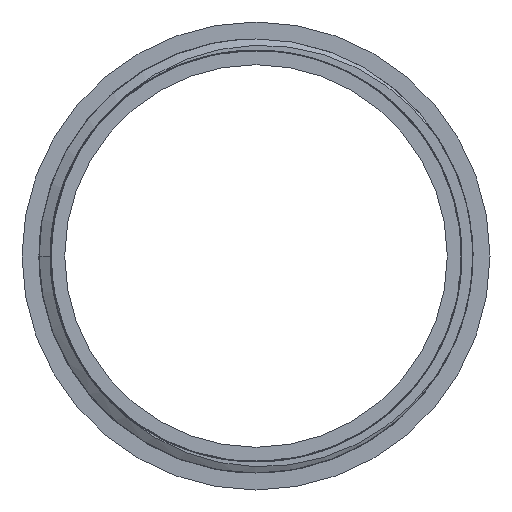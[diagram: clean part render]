
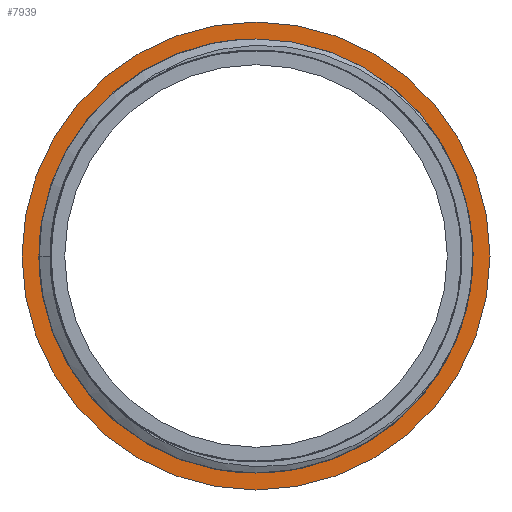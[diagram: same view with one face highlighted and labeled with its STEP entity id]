
A CAD part, left-side view. The second image highlights one B-rep face of the part: STEP entity #7939.
In plain terms, the highlighted planar face has unit normal (-1, 0, 0).
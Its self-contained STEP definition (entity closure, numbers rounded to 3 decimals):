
#399 = DIRECTION ( 'NONE',  ( 1., 0., 0. ) ) ;
#502 = AXIS2_PLACEMENT_3D ( 'NONE', #8684, #399, #5296 ) ;
#1006 = CIRCLE ( 'NONE', #8423, 16. ) ;
#1079 = CIRCLE ( 'NONE', #1281, 16. ) ;
#1281 = AXIS2_PLACEMENT_3D ( 'NONE', #3729, #8572, #4449 ) ;
#1563 = AXIS2_PLACEMENT_3D ( 'NONE', #1857, #6817, #2549 ) ;
#1857 = CARTESIAN_POINT ( 'NONE',  ( 2996.5, 0., 0. ) ) ;
#1903 = VERTEX_POINT ( 'NONE', #2034 ) ;
#2034 = CARTESIAN_POINT ( 'NONE',  ( 2996.5, 0., 16. ) ) ;
#2293 = DIRECTION ( 'NONE',  ( 1., 0., 0. ) ) ;
#2438 = CIRCLE ( 'NONE', #3788, 17.25 ) ;
#2479 = ORIENTED_EDGE ( 'NONE', *, *, #3106, .T. ) ;
#2549 = DIRECTION ( 'NONE',  ( 0., 0., 1. ) ) ;
#2652 = CIRCLE ( 'NONE', #1563, 17.25 ) ;
#2680 = CARTESIAN_POINT ( 'NONE',  ( 2996.5, 0., -16. ) ) ;
#2732 = VERTEX_POINT ( 'NONE', #2680 ) ;
#2899 = DIRECTION ( 'NONE',  ( -1., 0., 0. ) ) ;
#3106 = EDGE_CURVE ( 'NONE', #1903, #2732, #1006, .T. ) ;
#3109 = EDGE_CURVE ( 'NONE', #2732, #1903, #1079, .T. ) ;
#3534 = FACE_OUTER_BOUND ( 'NONE', #4922, .T. ) ;
#3729 = CARTESIAN_POINT ( 'NONE',  ( 2996.5, 0., 0. ) ) ;
#3788 = AXIS2_PLACEMENT_3D ( 'NONE', #7149, #2899, #7820 ) ;
#3806 = ORIENTED_EDGE ( 'NONE', *, *, #3109, .T. ) ;
#3859 = PLANE ( 'NONE',  #502 ) ;
#4385 = VERTEX_POINT ( 'NONE', #8737 ) ;
#4449 = DIRECTION ( 'NONE',  ( 0., 0., -1. ) ) ;
#4922 = EDGE_LOOP ( 'NONE', ( #6961, #7504 ) ) ;
#5296 = DIRECTION ( 'NONE',  ( 0., 0., -1. ) ) ;
#5479 = VERTEX_POINT ( 'NONE', #8053 ) ;
#5650 = FACE_BOUND ( 'NONE', #5826, .T. ) ;
#5826 = EDGE_LOOP ( 'NONE', ( #2479, #3806 ) ) ;
#6559 = CARTESIAN_POINT ( 'NONE',  ( 2996.5, 0., 0. ) ) ;
#6565 = EDGE_CURVE ( 'NONE', #4385, #5479, #2438, .T. ) ;
#6817 = DIRECTION ( 'NONE',  ( -1., 0., 0. ) ) ;
#6961 = ORIENTED_EDGE ( 'NONE', *, *, #6565, .T. ) ;
#7149 = CARTESIAN_POINT ( 'NONE',  ( 2996.5, 0., 0. ) ) ;
#7252 = DIRECTION ( 'NONE',  ( 0., 0., -1. ) ) ;
#7504 = ORIENTED_EDGE ( 'NONE', *, *, #8251, .T. ) ;
#7820 = DIRECTION ( 'NONE',  ( 0., 0., 1. ) ) ;
#7939 = ADVANCED_FACE ( 'NONE', ( #3534, #5650 ), #3859, .F. ) ;
#8053 = CARTESIAN_POINT ( 'NONE',  ( 2996.5, 0., -17.25 ) ) ;
#8251 = EDGE_CURVE ( 'NONE', #5479, #4385, #2652, .T. ) ;
#8423 = AXIS2_PLACEMENT_3D ( 'NONE', #6559, #2293, #7252 ) ;
#8572 = DIRECTION ( 'NONE',  ( 1., 0., 0. ) ) ;
#8684 = CARTESIAN_POINT ( 'NONE',  ( 2996.5, 0., -16. ) ) ;
#8737 = CARTESIAN_POINT ( 'NONE',  ( 2996.5, 0., 17.25 ) ) ;
